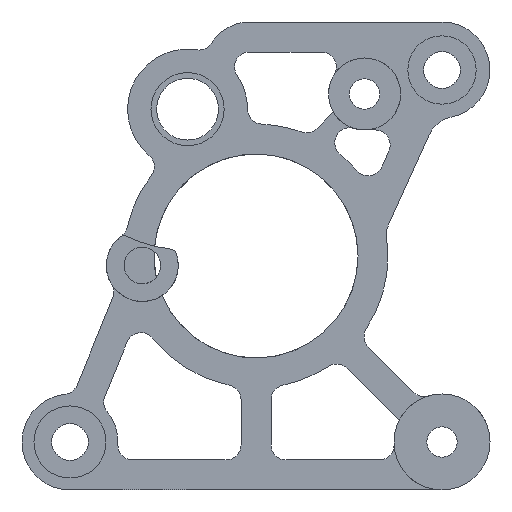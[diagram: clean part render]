
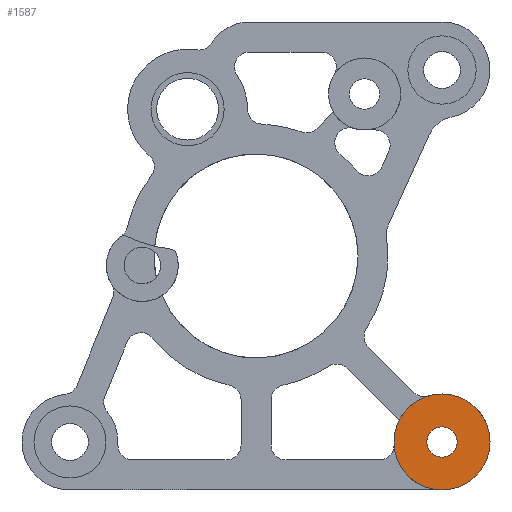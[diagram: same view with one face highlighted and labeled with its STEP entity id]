
A CAD part, front view. The second image highlights one B-rep face of the part: STEP entity #1587.
In plain terms, the highlighted planar face has unit normal (0, -1, 0).
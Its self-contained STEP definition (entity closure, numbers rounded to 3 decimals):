
#46=FACE_BOUND('',#218,.T.);
#63=PLANE('',#1805);
#117=FACE_OUTER_BOUND('',#217,.T.);
#217=EDGE_LOOP('',(#1322));
#218=EDGE_LOOP('',(#1323));
#601=CIRCLE('',#1806,4.);
#602=CIRCLE('',#1807,1.265);
#764=VERTEX_POINT('',#2803);
#765=VERTEX_POINT('',#2805);
#971=EDGE_CURVE('',#764,#764,#601,.T.);
#972=EDGE_CURVE('',#765,#765,#602,.F.);
#1322=ORIENTED_EDGE('',*,*,#971,.T.);
#1323=ORIENTED_EDGE('',*,*,#972,.T.);
#1587=ADVANCED_FACE('',(#117,#46),#63,.F.);
#1805=AXIS2_PLACEMENT_3D('',#2802,#2270,#2271);
#1806=AXIS2_PLACEMENT_3D('',#2804,#2272,#2273);
#1807=AXIS2_PLACEMENT_3D('',#2806,#2274,#2275);
#2270=DIRECTION('center_axis',(0.,1.,0.));
#2271=DIRECTION('ref_axis',(0.,0.,1.));
#2272=DIRECTION('center_axis',(0.,-1.,0.));
#2273=DIRECTION('ref_axis',(1.,0.,0.));
#2274=DIRECTION('center_axis',(0.,-1.,0.));
#2275=DIRECTION('ref_axis',(1.,0.,0.));
#2802=CARTESIAN_POINT('Origin',(23.046,-9.8,-9.037));
#2803=CARTESIAN_POINT('',(33.,-9.8,-23.8));
#2804=CARTESIAN_POINT('Origin',(29.,-9.8,-23.8));
#2805=CARTESIAN_POINT('',(27.736,-9.8,-23.8));
#2806=CARTESIAN_POINT('Origin',(29.,-9.8,-23.8));
